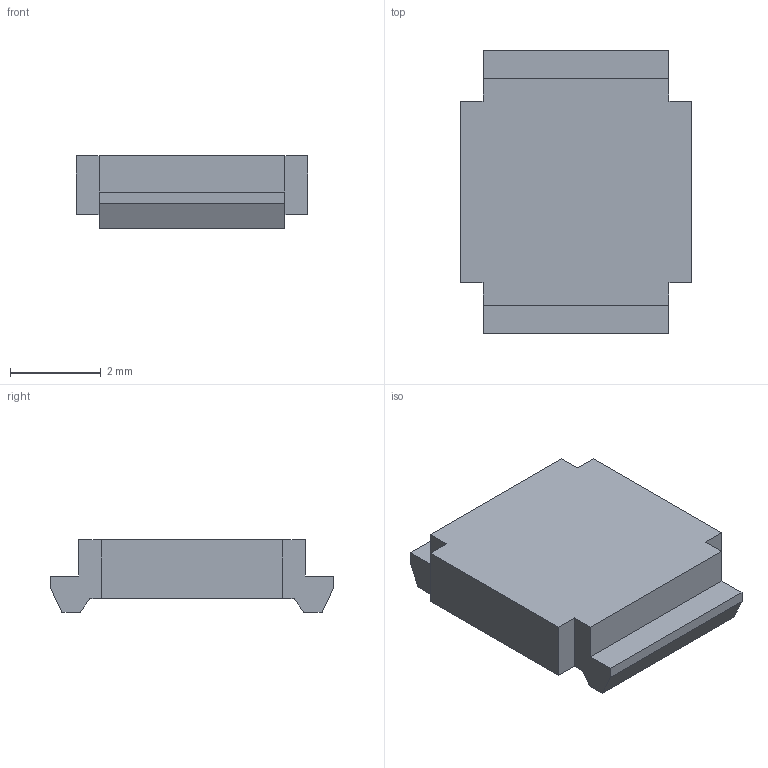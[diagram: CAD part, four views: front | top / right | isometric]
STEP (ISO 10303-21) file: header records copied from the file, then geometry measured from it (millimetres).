
FILE_DESCRIPTION(('CATIA V5 STEP Exchange','CAx-IF Rec.Pracs.--- Model Styling and Organization---1.4--- 2014-01-23'),'2;1');
FILE_NAME ('331109-7_0_2519200000_64758_MF_5X5_MM_WS_Simple3D.stp','2022-09-20T18:31:42+00:00',('none'),('Weidmueller'),'CATIA Version 5-6 Release 2016 SP3 HF44','CATIA V5 STEP AP214','none');
FILE_SCHEMA(('AUTOMOTIVE_DESIGN { 1 0 10303 214 1 1 1 1 }'));
Length unit declared in the file: millimetre
Products named in the file (1): 64758_MF_5X5_MM_WS
Bounding box: 5.1 x 6.25 x 1.6 mm (x, y, z)
Volume: 35.7 mm3; surface area: 89.5 mm2
Topology: 1 solids, 1 shells, 24 faces, 66 edges, 44 vertices
Faces by surface type: plane 24
Entity records: 741 total; most frequent: ORIENTED_EDGE 132, CARTESIAN_POINT 129, DIRECTION 102, VECTOR 66, EDGE_CURVE 66, LINE 66, VERTEX_POINT 44, ADVANCED_FACE 24
